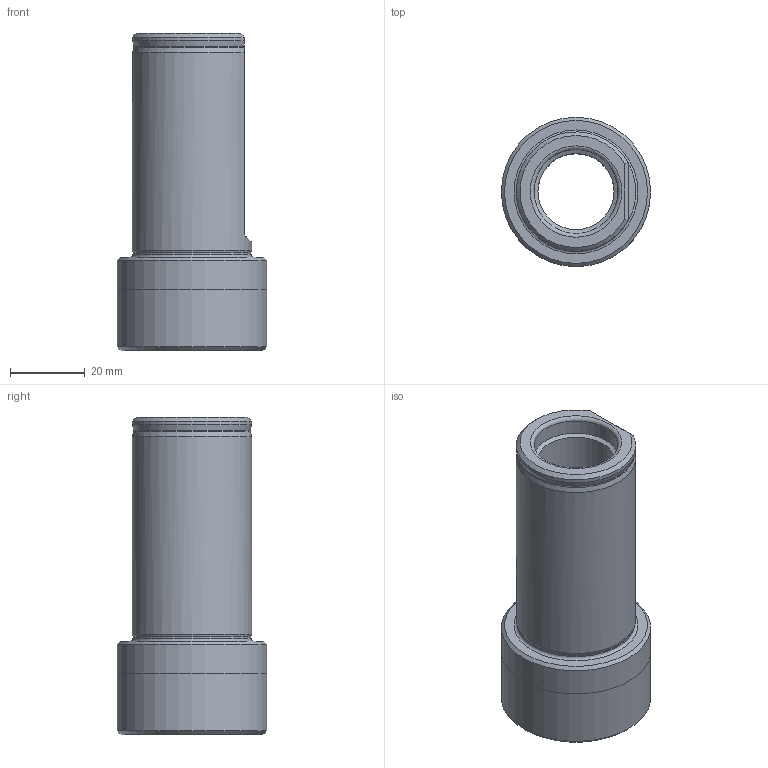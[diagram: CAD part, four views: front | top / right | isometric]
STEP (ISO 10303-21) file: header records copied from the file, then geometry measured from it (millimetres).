
FILE_DESCRIPTION(/* description */ (''),/* implementation_level */ '2;1');
FILE_NAME(/* name */ '263213232.stp',/* time_stamp */ '2021-01-19T15:43:40',/* author */ ('LRA'),/* organization */ ('REGO-FIX'),/* preprocessor_version */ ' Unknown',/* originating_system */ 'SIEMENS PLM Software Solid Edge ST10',/* authorization */ 'Unknown');
FILE_SCHEMA (('AUTOMOTIVE_DESIGN { 1 0 10303 214 2 1 1}'));
Length unit declared in the file: millimetre
Products named in the file (1): NOCUT
Bounding box: 40 x 40 x 85 mm (x, y, z)
Volume: 41152.6 mm3; surface area: 16529 mm2
Topology: 1 solids, 1 shells, 27 faces, 60 edges, 36 vertices
Faces by surface type: cone 9, cylinder 8, plane 6, torus 4
Full cylindrical faces by diameter (mm): 20.376 x1, 22.5 x1, 23.5 x1, 31.6 x1, 32 x1, 40 x2
Entity records: 867 total; most frequent: CARTESIAN_POINT 127, DIRECTION 119, ORIENTED_EDGE 80, AXIS2_PLACEMENT_3D 56, EDGE_LOOP 46, FACE_BOUND 46, EDGE_CURVE 40, VERTEX_POINT 32
